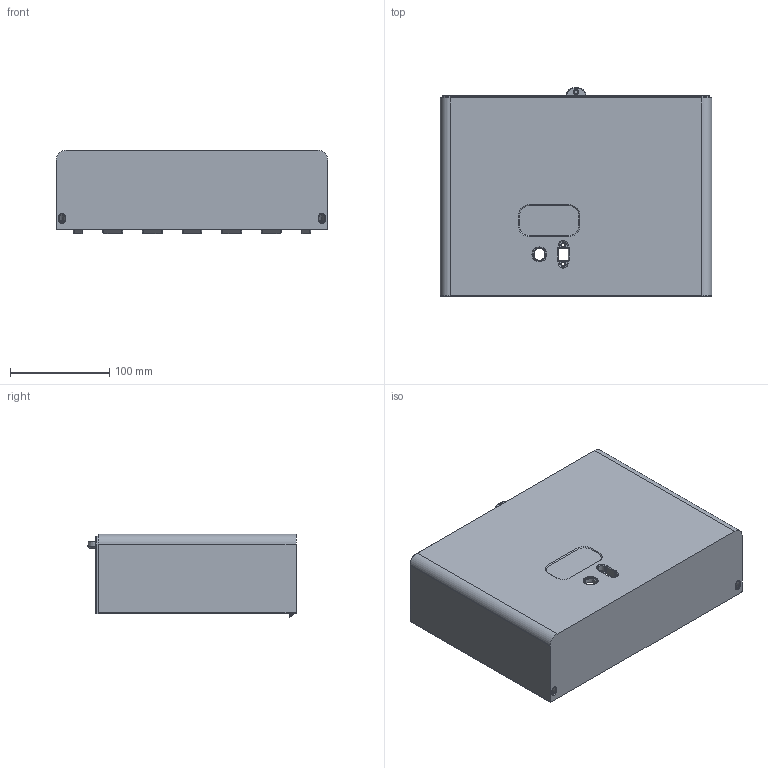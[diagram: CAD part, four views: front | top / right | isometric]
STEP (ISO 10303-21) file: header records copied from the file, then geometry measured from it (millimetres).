
FILE_DESCRIPTION (( 'STEP AP214' ), '1' );
FILE_NAME ('CF5Vs_SCase_Mid_Low.STEP', '2025-01-11T16:51:38', ( '' ), ( '' ), 'SwSTEP 2.0', 'SolidWorks 2025', '' );
FILE_SCHEMA (( 'AUTOMOTIVE_DESIGN' ));
Length unit declared in the file: millimetre
Products named in the file (1): CF5Vs_SCase_Mid_Low
Bounding box: 274 x 210 x 84.29 mm (x, y, z)
Volume: 804048.2 mm3; surface area: 218901.6 mm2
Topology: 1 solids, 1 shells, 663 faces, 1624 edges, 905 vertices
Faces by surface type: cylinder 263, plane 155, bspline 143, torus 75, cone 27
Entity records: 24110 total; most frequent: CARTESIAN_POINT 10018, ORIENTED_EDGE 3118, DIRECTION 2779, EDGE_CURVE 1559, AXIS2_PLACEMENT_3D 1055, VERTEX_POINT 905, EDGE_LOOP 698, VECTOR 669
